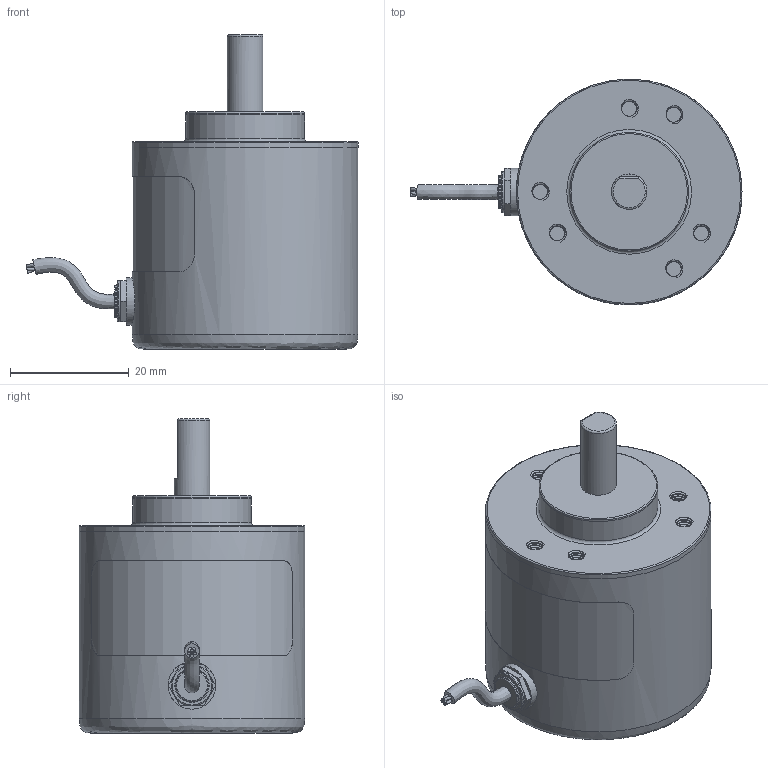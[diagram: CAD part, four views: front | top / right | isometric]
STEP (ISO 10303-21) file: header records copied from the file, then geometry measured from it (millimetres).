
FILE_DESCRIPTION(/* description */ (''),/* implementation_level */ '2;1');
FILE_NAME(/* name */ 'ORANGE_ENCODER_600PPR v1.step',/* time_stamp */ '2023-01-11T23:06:08+05:30',/* author */ (''),/* organization */ (''),/* preprocessor_version */ 'ST-DEVELOPER v19.2',/* originating_system */ 'Autodesk Translation Framework v11.17.0.187',/* authorisation */ '');
FILE_SCHEMA (('AUTOMOTIVE_DESIGN { 1 0 10303 214 3 1 1 }'));
Length unit declared in the file: millimetre
Products named in the file (1): ORANGE_ENCODER_600PPR
Bounding box: 55.9 x 38 x 53 mm (x, y, z)
Volume: 41461.7 mm3; surface area: 7774.2 mm2
Topology: 1 solids, 1 shells, 288 faces, 789 edges, 517 vertices
Faces by surface type: cylinder 214, plane 42, bspline 25, torus 7
Full cylindrical faces by diameter (mm): 2.529 x48, 3.086 x24, 5.5 x1, 6 x1, 6.928 x1, 8 x1, 20 x2, 38 x2
Entity records: 22714 total; most frequent: CARTESIAN_POINT 16240, ORIENTED_EDGE 1578, DIRECTION 930, EDGE_CURVE 789, VERTEX_POINT 517, B_SPLINE_CURVE_WITH_KNOTS 465, AXIS2_PLACEMENT_3D 342, EDGE_LOOP 304
